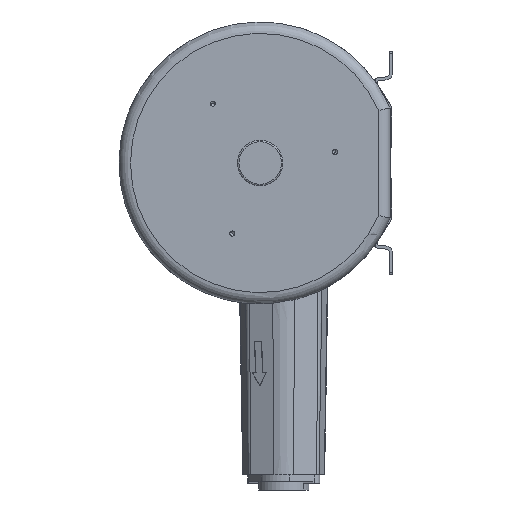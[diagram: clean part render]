
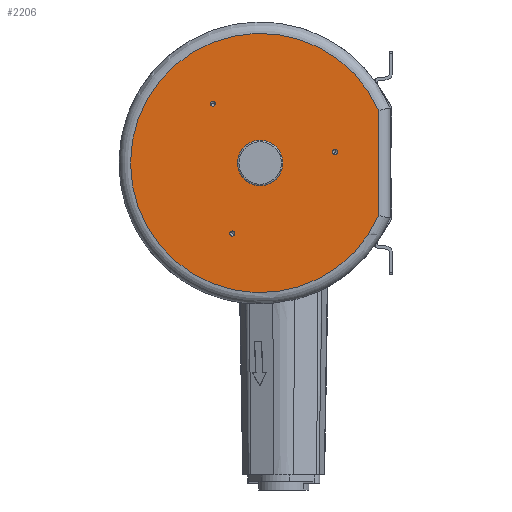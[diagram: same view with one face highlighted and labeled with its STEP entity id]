
A CAD part, left-side view. The second image highlights one B-rep face of the part: STEP entity #2206.
In plain terms, the highlighted planar face has unit normal (-1, 0, 0).
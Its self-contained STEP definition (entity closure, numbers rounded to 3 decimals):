
#172=CARTESIAN_POINT('',(-180.,-156.288,69.39));
#174=CARTESIAN_POINT('',(-180.,0.,0.));
#175=DIRECTION('',(-1.,0.,0.));
#176=DIRECTION('',(0.,-0.914,0.406));
#177=AXIS2_PLACEMENT_3D('',#174,#175,#176);
#226=CARTESIAN_POINT('',(-180.,0.,0.));
#227=DIRECTION('',(-1.,0.,0.));
#228=DIRECTION('',(0.,0.,1.));
#229=AXIS2_PLACEMENT_3D('',#226,#227,#228);
#231=CARTESIAN_POINT('',(-180.,0.,0.));
#232=DIRECTION('',(-1.,0.,0.));
#233=DIRECTION('',(0.,0.,-1.));
#234=AXIS2_PLACEMENT_3D('',#231,#232,#233);
#236=DIRECTION('',(0.,0.,1.));
#237=VECTOR('',#236,138.779);
#238=CARTESIAN_POINT('',(-180.,-156.288,-69.39));
#239=LINE('',#238,#237);
#240=CARTESIAN_POINT('',(-180.,62.251,78.261));
#241=DIRECTION('',(-1.,0.,0.));
#242=DIRECTION('',(0.,1.,0.));
#243=AXIS2_PLACEMENT_3D('',#240,#241,#242);
#245=CARTESIAN_POINT('',(-180.,62.251,78.261));
#246=DIRECTION('',(-1.,0.,0.));
#247=DIRECTION('',(0.,-1.,0.));
#248=AXIS2_PLACEMENT_3D('',#245,#246,#247);
#250=CARTESIAN_POINT('',(-180.,36.65,-93.042));
#251=DIRECTION('',(-1.,0.,0.));
#252=DIRECTION('',(0.,-0.5,-0.866));
#253=AXIS2_PLACEMENT_3D('',#250,#251,#252);
#255=CARTESIAN_POINT('',(-180.,36.65,-93.042));
#256=DIRECTION('',(-1.,0.,0.));
#257=DIRECTION('',(0.,0.5,0.866));
#258=AXIS2_PLACEMENT_3D('',#255,#256,#257);
#260=CARTESIAN_POINT('',(-180.,-98.902,14.781));
#261=DIRECTION('',(-1.,0.,0.));
#262=DIRECTION('',(0.,-0.5,0.866));
#263=AXIS2_PLACEMENT_3D('',#260,#261,#262);
#265=CARTESIAN_POINT('',(-180.,-98.902,14.781));
#266=DIRECTION('',(-1.,0.,0.));
#267=DIRECTION('',(0.,0.5,-0.866));
#268=AXIS2_PLACEMENT_3D('',#265,#266,#267);
#1634=CARTESIAN_POINT('',(-180.,0.,30.));
#1635=CARTESIAN_POINT('',(-180.,0.,-30.));
#1636=VERTEX_POINT('',#1634);
#1637=VERTEX_POINT('',#1635);
#1647=VERTEX_POINT('',#172);
#1712=CARTESIAN_POINT('',(-180.,-156.288,-69.39));
#1713=VERTEX_POINT('',#1712);
#1720=CARTESIAN_POINT('',(-180.,65.651,78.261));
#1721=CARTESIAN_POINT('',(-180.,58.851,78.261));
#1722=VERTEX_POINT('',#1720);
#1723=VERTEX_POINT('',#1721);
#1730=CARTESIAN_POINT('',(-180.,34.95,-95.986));
#1731=CARTESIAN_POINT('',(-180.,38.35,-90.097));
#1732=VERTEX_POINT('',#1730);
#1733=VERTEX_POINT('',#1731);
#1740=CARTESIAN_POINT('',(-180.,-100.602,17.725));
#1741=CARTESIAN_POINT('',(-180.,-97.202,11.836));
#1742=VERTEX_POINT('',#1740);
#1743=VERTEX_POINT('',#1741);
#2173=CARTESIAN_POINT('',(-180.,0.,0.));
#2174=DIRECTION('',(1.,0.,0.));
#2175=DIRECTION('',(0.,0.,-1.));
#2176=AXIS2_PLACEMENT_3D('',#2173,#2174,#2175);
#2177=PLANE('',#2176);
#2178=ORIENTED_EDGE('',*,*,#2146,.F.);
#2179=ORIENTED_EDGE('',*,*,#2156,.F.);
#2180=EDGE_LOOP('',(#2178,#2179));
#2181=FACE_OUTER_BOUND('',#2180,.F.);
#2183=ORIENTED_EDGE('',*,*,#2182,.T.);
#2185=ORIENTED_EDGE('',*,*,#2184,.T.);
#2186=EDGE_LOOP('',(#2183,#2185));
#2187=FACE_BOUND('',#2186,.F.);
#2189=ORIENTED_EDGE('',*,*,#2188,.T.);
#2191=ORIENTED_EDGE('',*,*,#2190,.T.);
#2192=EDGE_LOOP('',(#2189,#2191));
#2193=FACE_BOUND('',#2192,.F.);
#2195=ORIENTED_EDGE('',*,*,#2194,.T.);
#2197=ORIENTED_EDGE('',*,*,#2196,.T.);
#2198=EDGE_LOOP('',(#2195,#2197));
#2199=FACE_BOUND('',#2198,.F.);
#2201=ORIENTED_EDGE('',*,*,#2200,.T.);
#2203=ORIENTED_EDGE('',*,*,#2202,.T.);
#2204=EDGE_LOOP('',(#2201,#2203));
#2205=FACE_BOUND('',#2204,.F.);
#2206=ADVANCED_FACE('',(#2181,#2187,#2193,#2199,#2205),#2177,.F.);
#178=CIRCLE('',#177,171.);
#230=CIRCLE('',#229,30.);
#235=CIRCLE('',#234,30.);
#244=CIRCLE('',#243,3.4);
#249=CIRCLE('',#248,3.4);
#254=CIRCLE('',#253,3.4);
#259=CIRCLE('',#258,3.4);
#264=CIRCLE('',#263,3.4);
#269=CIRCLE('',#268,3.4);
#2146=EDGE_CURVE('',#1713,#1647,#239,.T.);
#2156=EDGE_CURVE('',#1647,#1713,#178,.T.);
#2182=EDGE_CURVE('',#1636,#1637,#230,.T.);
#2184=EDGE_CURVE('',#1637,#1636,#235,.T.);
#2188=EDGE_CURVE('',#1722,#1723,#244,.T.);
#2190=EDGE_CURVE('',#1723,#1722,#249,.T.);
#2194=EDGE_CURVE('',#1732,#1733,#254,.T.);
#2196=EDGE_CURVE('',#1733,#1732,#259,.T.);
#2200=EDGE_CURVE('',#1742,#1743,#264,.T.);
#2202=EDGE_CURVE('',#1743,#1742,#269,.T.);
